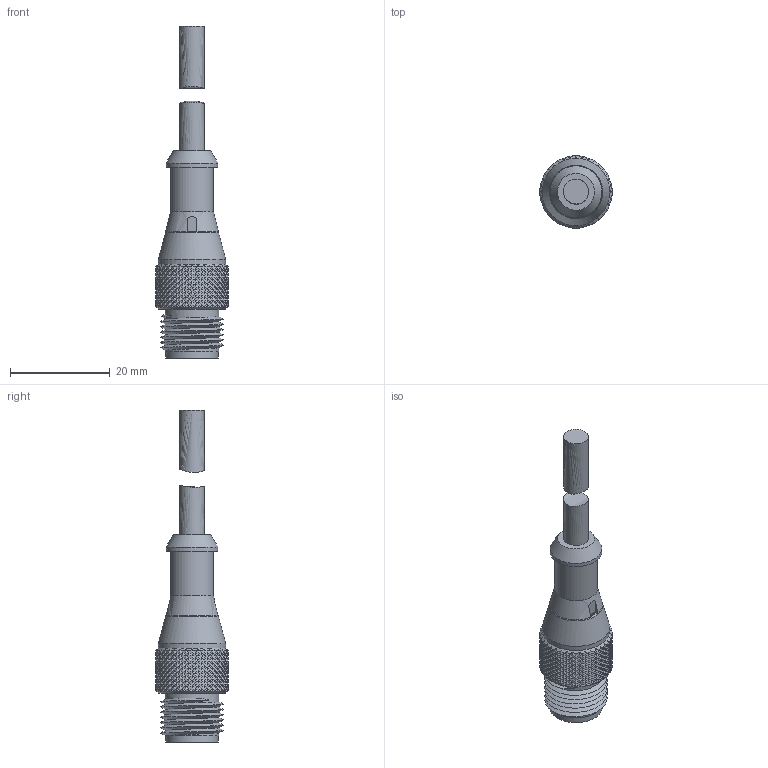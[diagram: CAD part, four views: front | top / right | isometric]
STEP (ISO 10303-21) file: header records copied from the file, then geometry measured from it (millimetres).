
FILE_DESCRIPTION( ('This file contains a STEP AP42 implementation' ,'as created by ZW3D STEP Interface translator.') ,'2;1' );
FILE_NAME( 'U-MS3TAX31X.stp' ,'201126.1610 3', (''), ('ZWCAD Software Co.'), 'Version 1.0', 'ZW3D to STEP translator', '' );
FILE_SCHEMA(('AUTOMOTIVE_DESIGN'));
Length unit declared in the file: millimetre
Products named in the file (3): 0; U-MS3TAX31X; 3 PIN PLUG
Assembly tree (1 placements, depth 2):
  0
  U-MS3TAX31X
    3 PIN PLUG
Bounding box: 14.5 x 14.5 x 66.6 mm (x, y, z)
Volume: 3510.5 mm3; surface area: 4159 mm2
Topology: 5 solids, 5 shells, 3137 faces, 6446 edges, 3319 vertices
Faces by surface type: bspline 3137
Entity records: 106450 total; most frequent: CARTESIAN_POINT 66831, ORIENTED_EDGE 12886, EDGE_CURVE 6443, B_SPLINE_CURVE_WITH_KNOTS 4297, VERTEX_POINT 3319, EDGE_LOOP 3146, FACE_OUTER_BOUND 3137, ADVANCED_FACE 3137
